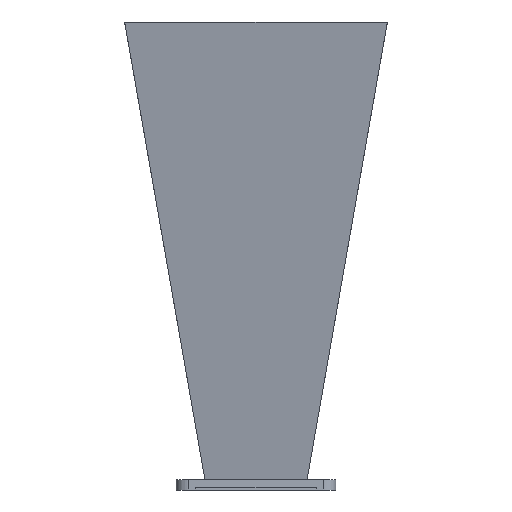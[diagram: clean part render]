
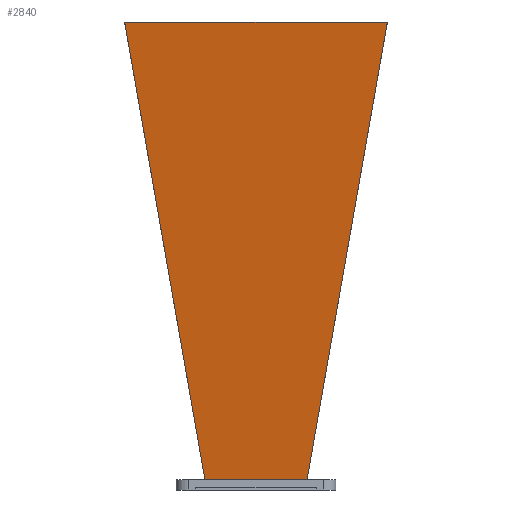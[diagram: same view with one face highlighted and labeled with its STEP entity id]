
A CAD part, front view. The second image highlights one B-rep face of the part: STEP entity #2840.
In plain terms, the highlighted planar face has unit normal (0, -0.989, -0.151).
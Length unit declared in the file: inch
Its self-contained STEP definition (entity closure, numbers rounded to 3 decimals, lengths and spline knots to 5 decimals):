
#35 = CARTESIAN_POINT ( 'NONE',  ( -3.18142, -2.36362, 11.331 ) ) ;
#51 = DIRECTION ( 'NONE',  ( 0., 0.151, -0.988 ) ) ;
#192 = ORIENTED_EDGE ( 'NONE', *, *, #2883, .F. ) ;
#261 = B_SPLINE_CURVE_WITH_KNOTS ( 'NONE', 3,
 ( #784, #2099, #2827, #2111 ),
 .UNSPECIFIED., .F., .F.,
 ( 4, 4 ),
 ( 0., 1. ),
 .UNSPECIFIED. ) ;
#264 = AXIS2_PLACEMENT_3D ( 'NONE', #2577, #2352, #51 ) ;
#377 = CARTESIAN_POINT ( 'NONE',  ( 3.18142, -2.36362, 11.331 ) ) ;
#552 = LINE ( 'NONE', #1912, #1877 ) ;
#662 = VERTEX_POINT ( 'NONE', #377 ) ;
#784 = CARTESIAN_POINT ( 'NONE',  ( 1.238, -0.6655, 0.25 ) ) ;
#848 = VERTEX_POINT ( 'NONE', #2061 ) ;
#990 = CARTESIAN_POINT ( 'NONE',  ( 1.238, -0.6655, 0.25 ) ) ;
#1206 = VERTEX_POINT ( 'NONE', #35 ) ;
#1244 = DIRECTION ( 'NONE',  ( 0.171, -0.149, 0.974 ) ) ;
#1284 = DIRECTION ( 'NONE',  ( 1., 0., 0. ) ) ;
#1377 = EDGE_CURVE ( 'NONE', #1978, #1206, #552, .T. ) ;
#1666 = FACE_OUTER_BOUND ( 'NONE', #2732, .T. ) ;
#1877 = VECTOR ( 'NONE', #2800, 39.37008 ) ;
#1912 = CARTESIAN_POINT ( 'NONE',  ( -1.238, -0.6655, 0.25 ) ) ;
#1978 = VERTEX_POINT ( 'NONE', #2249 ) ;
#2061 = CARTESIAN_POINT ( 'NONE',  ( 1.238, -0.6655, 0.25 ) ) ;
#2085 = PLANE ( 'NONE',  #264 ) ;
#2099 = CARTESIAN_POINT ( 'NONE',  ( 0.41267, -0.6655, 0.25 ) ) ;
#2111 = CARTESIAN_POINT ( 'NONE',  ( -1.238, -0.6655, 0.25 ) ) ;
#2155 = CARTESIAN_POINT ( 'NONE',  ( -3.183, -2.36362, 11.331 ) ) ;
#2156 = VECTOR ( 'NONE', #1284, 39.37008 ) ;
#2249 = CARTESIAN_POINT ( 'NONE',  ( -1.238, -0.6655, 0.25 ) ) ;
#2341 = LINE ( 'NONE', #990, #2556 ) ;
#2352 = DIRECTION ( 'NONE',  ( 0., 0.988, 0.151 ) ) ;
#2361 = ORIENTED_EDGE ( 'NONE', *, *, #2568, .F. ) ;
#2398 = LINE ( 'NONE', #2155, #2156 ) ;
#2556 = VECTOR ( 'NONE', #1244, 39.37008 ) ;
#2568 = EDGE_CURVE ( 'NONE', #848, #1978, #261, .T. ) ;
#2574 = EDGE_CURVE ( 'NONE', #848, #662, #2341, .T. ) ;
#2577 = CARTESIAN_POINT ( 'NONE',  ( 0., -0.6128, -0.09391 ) ) ;
#2732 = EDGE_LOOP ( 'NONE', ( #2932, #192, #2835, #2361 ) ) ;
#2800 = DIRECTION ( 'NONE',  ( -0.171, -0.149, 0.974 ) ) ;
#2827 = CARTESIAN_POINT ( 'NONE',  ( -0.41267, -0.6655, 0.25 ) ) ;
#2835 = ORIENTED_EDGE ( 'NONE', *, *, #1377, .F. ) ;
#2840 = ADVANCED_FACE ( 'NONE', ( #1666 ), #2085, .F. ) ;
#2883 = EDGE_CURVE ( 'NONE', #1206, #662, #2398, .T. ) ;
#2932 = ORIENTED_EDGE ( 'NONE', *, *, #2574, .T. ) ;
